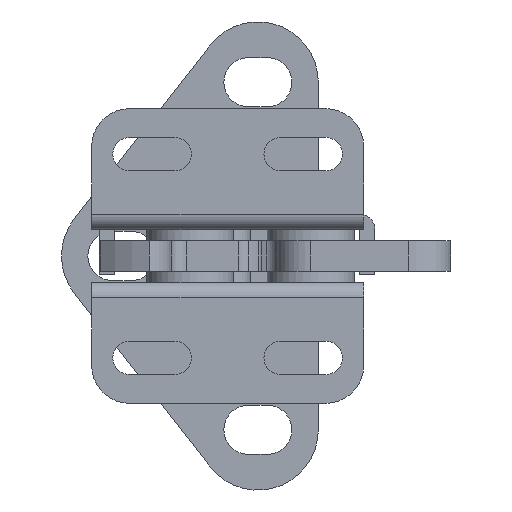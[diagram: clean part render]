
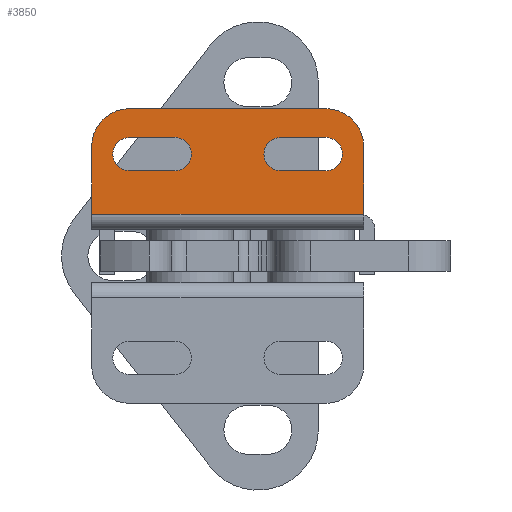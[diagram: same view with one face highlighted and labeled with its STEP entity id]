
A CAD part, front view. The second image highlights one B-rep face of the part: STEP entity #3850.
In plain terms, the highlighted planar face has unit normal (0, -1, 0).
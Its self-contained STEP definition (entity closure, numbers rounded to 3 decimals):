
#49 = CARTESIAN_POINT ( 'NONE',  ( 13., -28.5, 12.2 ) ) ;
#119 = ORIENTED_EDGE ( 'NONE', *, *, #2688, .T. ) ;
#138 = CIRCLE ( 'NONE', #1866, 2.2 ) ;
#148 = CARTESIAN_POINT ( 'NONE',  ( 13., -28.5, 7.8 ) ) ;
#271 = EDGE_CURVE ( 'NONE', #2000, #2162, #2611, .T. ) ;
#291 = VECTOR ( 'NONE', #4742, 1000. ) ;
#303 = FACE_OUTER_BOUND ( 'NONE', #1164, .T. ) ;
#358 = VECTOR ( 'NONE', #7242, 1000. ) ;
#382 = EDGE_CURVE ( 'NONE', #2255, #4129, #4954, .T. ) ;
#440 = ORIENTED_EDGE ( 'NONE', *, *, #3718, .T. ) ;
#447 = DIRECTION ( 'NONE',  ( 0., -1., 0. ) ) ;
#542 = VERTEX_POINT ( 'NONE', #6824 ) ;
#563 = EDGE_LOOP ( 'NONE', ( #5290, #4398, #119, #440 ) ) ;
#601 = VECTOR ( 'NONE', #5780, 1000. ) ;
#664 = VECTOR ( 'NONE', #6556, 1000. ) ;
#681 = VECTOR ( 'NONE', #3677, 1000. ) ;
#689 = LINE ( 'NONE', #3034, #5092 ) ;
#700 = DIRECTION ( 'NONE',  ( 0., 1., 0. ) ) ;
#835 = CARTESIAN_POINT ( 'NONE',  ( 13., -28.5, 7.8 ) ) ;
#854 = LINE ( 'NONE', #148, #681 ) ;
#855 = DIRECTION ( 'NONE',  ( 0., 1., 0. ) ) ;
#903 = CARTESIAN_POINT ( 'NONE',  ( -7., -28.5, 10. ) ) ;
#911 = DIRECTION ( 'NONE',  ( 0., -1., 0. ) ) ;
#913 = CARTESIAN_POINT ( 'NONE',  ( -13., -28.5, 12.2 ) ) ;
#990 = CARTESIAN_POINT ( 'NONE',  ( -18., -28.5, 2. ) ) ;
#1035 = VERTEX_POINT ( 'NONE', #5679 ) ;
#1163 = CARTESIAN_POINT ( 'NONE',  ( 13., -28.5, 16. ) ) ;
#1164 = EDGE_LOOP ( 'NONE', ( #5069, #4785, #6274, #4050, #6947, #1682 ) ) ;
#1245 = CARTESIAN_POINT ( 'NONE',  ( -18., -28.5, 2. ) ) ;
#1277 = AXIS2_PLACEMENT_3D ( 'NONE', #903, #855, #5465 ) ;
#1311 = EDGE_CURVE ( 'NONE', #1035, #6088, #7395, .T. ) ;
#1315 = LINE ( 'NONE', #2212, #5720 ) ;
#1567 = VERTEX_POINT ( 'NONE', #1882 ) ;
#1644 = CIRCLE ( 'NONE', #4569, 5. ) ;
#1682 = ORIENTED_EDGE ( 'NONE', *, *, #271, .T. ) ;
#1856 = ORIENTED_EDGE ( 'NONE', *, *, #6865, .T. ) ;
#1866 = AXIS2_PLACEMENT_3D ( 'NONE', #5674, #3270, #4699 ) ;
#1876 = ORIENTED_EDGE ( 'NONE', *, *, #6526, .T. ) ;
#1882 = CARTESIAN_POINT ( 'NONE',  ( -13., -28.5, 7.8 ) ) ;
#2000 = VERTEX_POINT ( 'NONE', #4580 ) ;
#2015 = FACE_BOUND ( 'NONE', #2788, .T. ) ;
#2156 = ORIENTED_EDGE ( 'NONE', *, *, #3419, .T. ) ;
#2159 = CARTESIAN_POINT ( 'NONE',  ( -18., -28.5, 16. ) ) ;
#2162 = VERTEX_POINT ( 'NONE', #1163 ) ;
#2185 = DIRECTION ( 'NONE',  ( 1., 0., 0. ) ) ;
#2212 = CARTESIAN_POINT ( 'NONE',  ( 13., -28.5, 12.2 ) ) ;
#2255 = VERTEX_POINT ( 'NONE', #7197 ) ;
#2386 = VERTEX_POINT ( 'NONE', #49 ) ;
#2397 = CARTESIAN_POINT ( 'NONE',  ( -7., -28.5, 7.8 ) ) ;
#2463 = VECTOR ( 'NONE', #2744, 1000. ) ;
#2518 = EDGE_CURVE ( 'NONE', #2692, #4479, #138, .T. ) ;
#2571 = CIRCLE ( 'NONE', #4965, 2.2 ) ;
#2611 = CIRCLE ( 'NONE', #4162, 5. ) ;
#2641 = DIRECTION ( 'NONE',  ( 0., 1., 0. ) ) ;
#2667 = LINE ( 'NONE', #5884, #601 ) ;
#2686 = AXIS2_PLACEMENT_3D ( 'NONE', #3416, #7489, #4020 ) ;
#2688 = EDGE_CURVE ( 'NONE', #6088, #1567, #2667, .T. ) ;
#2692 = VERTEX_POINT ( 'NONE', #3243 ) ;
#2744 = DIRECTION ( 'NONE',  ( 1., 0., 0. ) ) ;
#2788 = EDGE_LOOP ( 'NONE', ( #1876, #1856, #2156, #3641 ) ) ;
#2913 = CIRCLE ( 'NONE', #2686, 2.2 ) ;
#2984 = EDGE_CURVE ( 'NONE', #2000, #6446, #689, .T. ) ;
#3034 = CARTESIAN_POINT ( 'NONE',  ( 18., -28.5, 2. ) ) ;
#3071 = CARTESIAN_POINT ( 'NONE',  ( -13., -28.5, 12.2 ) ) ;
#3243 = CARTESIAN_POINT ( 'NONE',  ( 7., -28.5, 7.8 ) ) ;
#3270 = DIRECTION ( 'NONE',  ( 0., 1., 0. ) ) ;
#3416 = CARTESIAN_POINT ( 'NONE',  ( -13., -28.5, 10. ) ) ;
#3419 = EDGE_CURVE ( 'NONE', #3975, #2692, #854, .T. ) ;
#3614 = DIRECTION ( 'NONE',  ( 0., 0., -1. ) ) ;
#3641 = ORIENTED_EDGE ( 'NONE', *, *, #2518, .T. ) ;
#3677 = DIRECTION ( 'NONE',  ( -1., 0., 0. ) ) ;
#3717 = LINE ( 'NONE', #3071, #664 ) ;
#3718 = EDGE_CURVE ( 'NONE', #1567, #6344, #2913, .T. ) ;
#3774 = CARTESIAN_POINT ( 'NONE',  ( 7., -28.5, 12.2 ) ) ;
#3850 = ADVANCED_FACE ( 'NONE', ( #6253, #2015, #303 ), #7036, .F. ) ;
#3897 = CARTESIAN_POINT ( 'NONE',  ( -13., -28.5, 11. ) ) ;
#3975 = VERTEX_POINT ( 'NONE', #835 ) ;
#4020 = DIRECTION ( 'NONE',  ( 0., 0., -1. ) ) ;
#4050 = ORIENTED_EDGE ( 'NONE', *, *, #5520, .T. ) ;
#4129 = VERTEX_POINT ( 'NONE', #7310 ) ;
#4154 = CARTESIAN_POINT ( 'NONE',  ( -18., -28.5, 2. ) ) ;
#4162 = AXIS2_PLACEMENT_3D ( 'NONE', #6849, #911, #4487 ) ;
#4214 = EDGE_CURVE ( 'NONE', #542, #2162, #4365, .T. ) ;
#4365 = LINE ( 'NONE', #2159, #2463 ) ;
#4398 = ORIENTED_EDGE ( 'NONE', *, *, #1311, .T. ) ;
#4475 = DIRECTION ( 'NONE',  ( -1., 0., 0. ) ) ;
#4479 = VERTEX_POINT ( 'NONE', #3774 ) ;
#4487 = DIRECTION ( 'NONE',  ( -1., 0., 0. ) ) ;
#4569 = AXIS2_PLACEMENT_3D ( 'NONE', #3897, #447, #4475 ) ;
#4580 = CARTESIAN_POINT ( 'NONE',  ( 18., -28.5, 11. ) ) ;
#4632 = EDGE_CURVE ( 'NONE', #542, #2255, #1644, .T. ) ;
#4699 = DIRECTION ( 'NONE',  ( 0., 0., -1. ) ) ;
#4712 = DIRECTION ( 'NONE',  ( -1., 0., 0. ) ) ;
#4742 = DIRECTION ( 'NONE',  ( 1., 0., 0. ) ) ;
#4785 = ORIENTED_EDGE ( 'NONE', *, *, #4632, .T. ) ;
#4889 = LINE ( 'NONE', #4154, #291 ) ;
#4954 = LINE ( 'NONE', #990, #358 ) ;
#4965 = AXIS2_PLACEMENT_3D ( 'NONE', #6106, #2641, #6699 ) ;
#4983 = EDGE_CURVE ( 'NONE', #6344, #1035, #3717, .T. ) ;
#5022 = CARTESIAN_POINT ( 'NONE',  ( 18., -28.5, 2. ) ) ;
#5069 = ORIENTED_EDGE ( 'NONE', *, *, #4214, .F. ) ;
#5092 = VECTOR ( 'NONE', #3614, 1000. ) ;
#5290 = ORIENTED_EDGE ( 'NONE', *, *, #4983, .T. ) ;
#5465 = DIRECTION ( 'NONE',  ( 0., 0., 1. ) ) ;
#5520 = EDGE_CURVE ( 'NONE', #4129, #6446, #4889, .T. ) ;
#5674 = CARTESIAN_POINT ( 'NONE',  ( 7., -28.5, 10. ) ) ;
#5679 = CARTESIAN_POINT ( 'NONE',  ( -7., -28.5, 12.2 ) ) ;
#5720 = VECTOR ( 'NONE', #2185, 1000. ) ;
#5780 = DIRECTION ( 'NONE',  ( -1., 0., 0. ) ) ;
#5884 = CARTESIAN_POINT ( 'NONE',  ( -13., -28.5, 7.8 ) ) ;
#6088 = VERTEX_POINT ( 'NONE', #2397 ) ;
#6106 = CARTESIAN_POINT ( 'NONE',  ( 13., -28.5, 10. ) ) ;
#6253 = FACE_BOUND ( 'NONE', #563, .T. ) ;
#6274 = ORIENTED_EDGE ( 'NONE', *, *, #382, .T. ) ;
#6344 = VERTEX_POINT ( 'NONE', #913 ) ;
#6446 = VERTEX_POINT ( 'NONE', #5022 ) ;
#6526 = EDGE_CURVE ( 'NONE', #4479, #2386, #1315, .T. ) ;
#6556 = DIRECTION ( 'NONE',  ( 1., 0., 0. ) ) ;
#6573 = AXIS2_PLACEMENT_3D ( 'NONE', #1245, #700, #4712 ) ;
#6699 = DIRECTION ( 'NONE',  ( 0., 0., 1. ) ) ;
#6824 = CARTESIAN_POINT ( 'NONE',  ( -13., -28.5, 16. ) ) ;
#6849 = CARTESIAN_POINT ( 'NONE',  ( 13., -28.5, 11. ) ) ;
#6865 = EDGE_CURVE ( 'NONE', #2386, #3975, #2571, .T. ) ;
#6947 = ORIENTED_EDGE ( 'NONE', *, *, #2984, .F. ) ;
#7036 = PLANE ( 'NONE',  #6573 ) ;
#7197 = CARTESIAN_POINT ( 'NONE',  ( -18., -28.5, 11. ) ) ;
#7242 = DIRECTION ( 'NONE',  ( 0., 0., -1. ) ) ;
#7310 = CARTESIAN_POINT ( 'NONE',  ( -18., -28.5, 2. ) ) ;
#7395 = CIRCLE ( 'NONE', #1277, 2.2 ) ;
#7489 = DIRECTION ( 'NONE',  ( 0., 1., 0. ) ) ;
